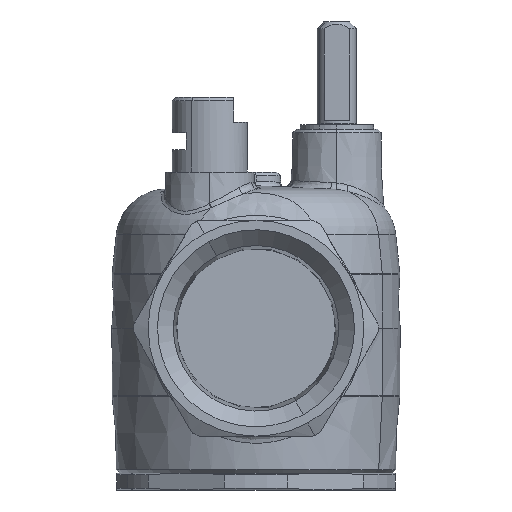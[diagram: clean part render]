
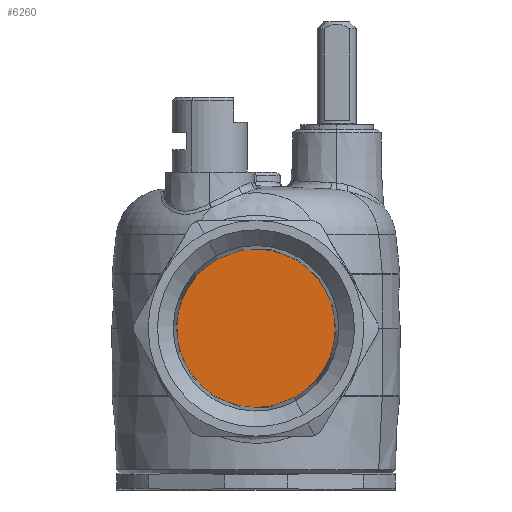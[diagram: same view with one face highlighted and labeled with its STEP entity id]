
A CAD part, left-side view. The second image highlights one B-rep face of the part: STEP entity #6260.
In plain terms, the highlighted planar face has unit normal (-1, 0, 0).
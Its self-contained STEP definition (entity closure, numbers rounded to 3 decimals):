
#6237=CARTESIAN_POINT('Axis2P3D Location',(-20.,0.,35.456)) ;
#6242=CARTESIAN_POINT('Axis2P3D Location',(-20.,0.,23.8)) ;
#6246=CARTESIAN_POINT('Vertex',(-20.,-5.588,13.571)) ;
#6248=CARTESIAN_POINT('Vertex',(-20.,5.588,34.029)) ;
#6251=CARTESIAN_POINT('Axis2P3D Location',(-20.,0.,23.8)) ;
#6238=DIRECTION('Axis2P3D Direction',(-1.,0.,0.)) ;
#6239=DIRECTION('Axis2P3D XDirection',(0.,1.,0.)) ;
#6243=DIRECTION('Axis2P3D Direction',(-1.,0.,0.)) ;
#6252=DIRECTION('Axis2P3D Direction',(-1.,0.,0.)) ;
#6240=AXIS2_PLACEMENT_3D('Plane Axis2P3D',#6237,#6238,#6239) ;
#6244=AXIS2_PLACEMENT_3D('Circle Axis2P3D',#6242,#6243,$) ;
#6253=AXIS2_PLACEMENT_3D('Circle Axis2P3D',#6251,#6252,$) ;
#6245=CIRCLE('generated circle',#6244,11.656) ;
#6254=CIRCLE('generated circle',#6253,11.656) ;
#6241=PLANE('',#6240) ;
#6250=EDGE_CURVE('',#6247,#6249,#6245,.T.) ;
#6255=EDGE_CURVE('',#6249,#6247,#6254,.T.) ;
#6257=ORIENTED_EDGE('',*,*,#6250,.T.) ;
#6258=ORIENTED_EDGE('',*,*,#6255,.T.) ;
#6256=EDGE_LOOP('',(#6257,#6258)) ;
#6247=VERTEX_POINT('',#6246) ;
#6249=VERTEX_POINT('',#6248) ;
#6260=ADVANCED_FACE('PartBody',(#6259),#6241,.T.) ;
#6259=FACE_OUTER_BOUND('',#6256,.T.) ;
